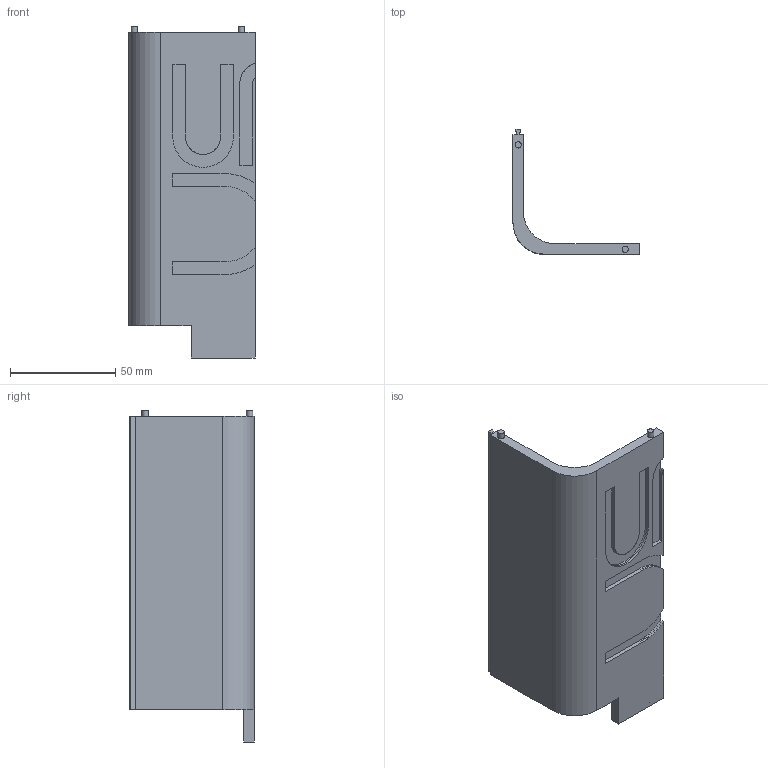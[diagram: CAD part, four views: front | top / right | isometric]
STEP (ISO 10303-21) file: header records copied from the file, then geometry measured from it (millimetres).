
FILE_DESCRIPTION(/* description */ ('STEP AP242','CAx-IF Rec.Pracs.---Representation and Presentation of Product Manufacturing Information (PMI)---4.0---2014-10-13','CAx-IF Rec.Pracs.---3D Tessellated Geometry---0.4---2014-09-14','2;1'),/* implementation_level */ '2;1');
FILE_NAME(/* name */ 'Assembly 1 - LID LOW RIGHT',/* time_stamp */ '2024-09-20T11:23:07Z',/* author */ (''),/* organization */ (''),/* preprocessor_version */ 'ST-DEVELOPER v20',/* originating_system */ ' ',/* authorisation */ ' ');
FILE_SCHEMA (('AP242_MANAGED_MODEL_BASED_3D_ENGINEERING_MIM_LF { 1 0 10303 442 1 1 4 }'));
Length unit declared in the file: metre
Products named in the file (1): LID LOW RIGHT
Bounding box: 60 x 59.4 x 158 mm (x, y, z)
Volume: 78073.6 mm3; surface area: 35165.4 mm2
Topology: 1 solids, 1 shells, 286 faces, 829 edges, 553 vertices
Faces by surface type: plane 275, cylinder 11
Full cylindrical faces by diameter (mm): 3 x2, 3.6 x2, 4.3 x3
Entity records: 11224 total; most frequent: CARTESIAN_POINT 1660, ORIENTED_EDGE 1642, DIRECTION 1417, EDGE_CURVE 821, LINE 799, VECTOR 799, VERTEX_POINT 552, AXIS2_PLACEMENT_3D 309
